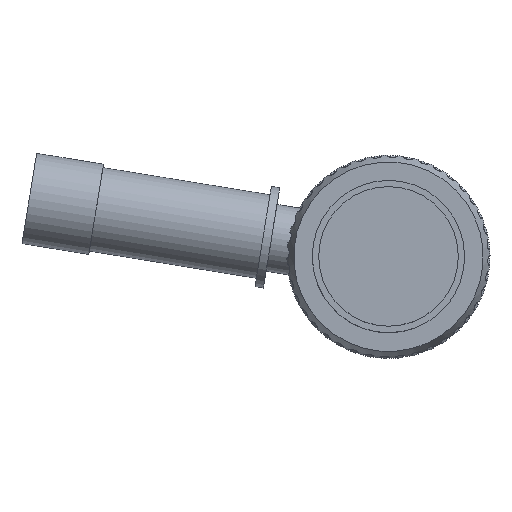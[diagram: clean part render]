
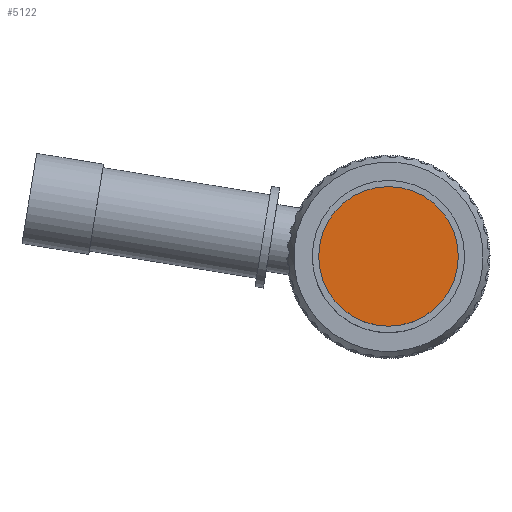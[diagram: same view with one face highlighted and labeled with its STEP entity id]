
A CAD part, top view. The second image highlights one B-rep face of the part: STEP entity #5122.
In plain terms, the highlighted planar face has unit normal (0, 0, 1).
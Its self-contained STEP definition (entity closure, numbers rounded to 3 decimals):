
#68=PLANE('',#5574);
#248=CIRCLE('',#5233,20.625);
#775=FACE_OUTER_BOUND('',#1094,.T.);
#1094=EDGE_LOOP('',(#4661));
#1986=VERTEX_POINT('',#10584);
#2534=EDGE_CURVE('',#1986,#1986,#248,.T.);
#4661=ORIENTED_EDGE('',*,*,#2534,.T.);
#5122=ADVANCED_FACE('',(#775),#68,.T.);
#5233=AXIS2_PLACEMENT_3D('',#10586,#5758,#5759);
#5574=AXIS2_PLACEMENT_3D('',#14896,#6482,#6483);
#5758=DIRECTION('center_axis',(0.,0.,1.));
#5759=DIRECTION('ref_axis',(1.,0.,0.));
#6482=DIRECTION('center_axis',(0.,0.,1.));
#6483=DIRECTION('ref_axis',(1.,0.,0.));
#10584=CARTESIAN_POINT('',(5.82,2.411,0.));
#10586=CARTESIAN_POINT('Origin',(-14.805,2.411,0.));
#14896=CARTESIAN_POINT('Origin',(-14.805,2.411,0.));
